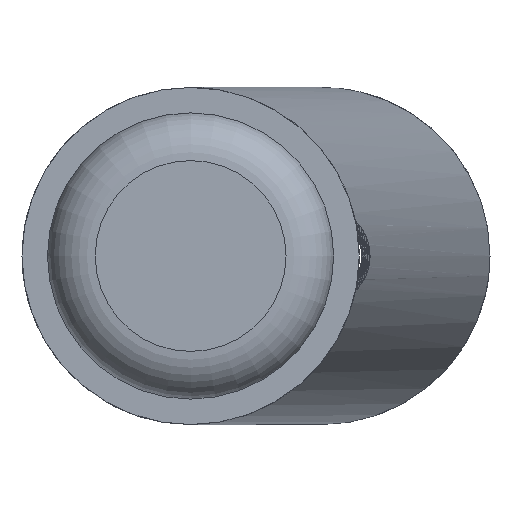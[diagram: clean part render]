
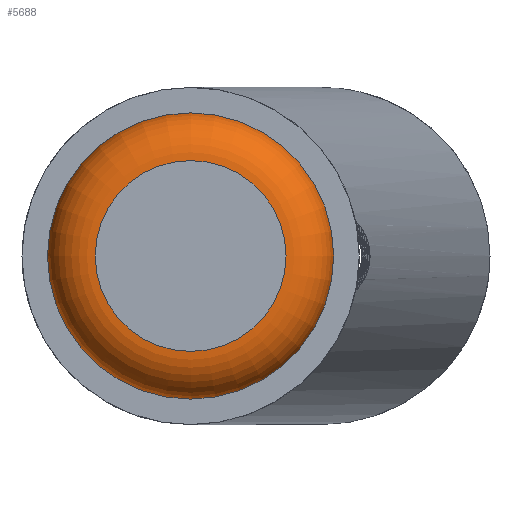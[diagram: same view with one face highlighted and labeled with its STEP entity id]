
A CAD part, front view. The second image highlights one B-rep face of the part: STEP entity #5688.
In plain terms, the highlighted toroidal (fillet/blend) face has major radius 8 mm and minor radius 4 mm.
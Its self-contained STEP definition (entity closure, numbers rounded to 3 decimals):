
#44=TOROIDAL_SURFACE('',#6001,8.,4.);
#47=CIRCLE('',#6002,8.);
#48=CIRCLE('',#6003,4.);
#49=CIRCLE('',#6004,12.);
#50=CIRCLE('',#6005,12.);
#312=FACE_OUTER_BOUND('',#609,.T.);
#609=EDGE_LOOP('',(#4350,#4351,#4352,#4353,#4354));
#2338=VERTEX_POINT('',#16799);
#2339=VERTEX_POINT('',#16801);
#2340=VERTEX_POINT('',#16803);
#3193=EDGE_CURVE('',#2338,#2338,#47,.T.);
#3194=EDGE_CURVE('',#2338,#2339,#48,.T.);
#3195=EDGE_CURVE('',#2339,#2340,#49,.T.);
#3196=EDGE_CURVE('',#2340,#2339,#50,.T.);
#4350=ORIENTED_EDGE('',*,*,#3193,.T.);
#4351=ORIENTED_EDGE('',*,*,#3194,.T.);
#4352=ORIENTED_EDGE('',*,*,#3195,.T.);
#4353=ORIENTED_EDGE('',*,*,#3196,.T.);
#4354=ORIENTED_EDGE('',*,*,#3194,.F.);
#5688=ADVANCED_FACE('',(#312),#44,.T.);
#6001=AXIS2_PLACEMENT_3D('',#16798,#6812,#6813);
#6002=AXIS2_PLACEMENT_3D('',#16800,#6814,#6815);
#6003=AXIS2_PLACEMENT_3D('',#16802,#6816,#6817);
#6004=AXIS2_PLACEMENT_3D('',#16804,#6818,#6819);
#6005=AXIS2_PLACEMENT_3D('',#16805,#6820,#6821);
#6812=DIRECTION('center_axis',(0.,-1.,0.));
#6813=DIRECTION('ref_axis',(0.,0.,-1.));
#6814=DIRECTION('center_axis',(0.,1.,0.));
#6815=DIRECTION('ref_axis',(1.,0.,0.));
#6816=DIRECTION('center_axis',(-1.,0.,0.));
#6817=DIRECTION('ref_axis',(0.,0.,1.));
#6818=DIRECTION('center_axis',(0.,-1.,0.));
#6819=DIRECTION('ref_axis',(1.,0.,0.));
#6820=DIRECTION('center_axis',(0.,-1.,0.));
#6821=DIRECTION('ref_axis',(1.,0.,0.));
#16798=CARTESIAN_POINT('Origin',(0.,0.,0.));
#16799=CARTESIAN_POINT('',(0.,-4.,8.));
#16800=CARTESIAN_POINT('Origin',(0.,-4.,0.));
#16801=CARTESIAN_POINT('',(0.,0.,12.));
#16802=CARTESIAN_POINT('Origin',(0.,0.,8.));
#16803=CARTESIAN_POINT('',(-12.,0.,0.));
#16804=CARTESIAN_POINT('Origin',(0.,0.,0.));
#16805=CARTESIAN_POINT('Origin',(0.,0.,0.));
